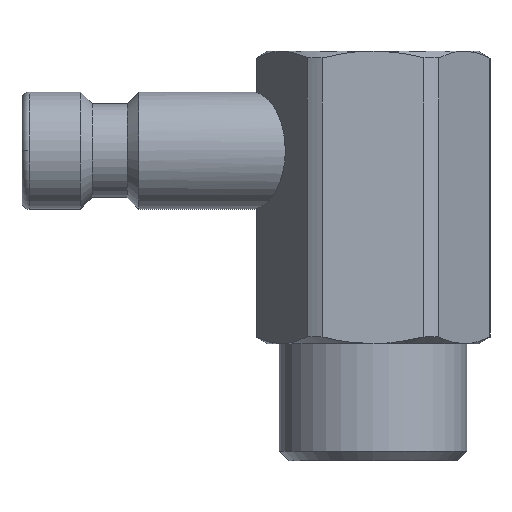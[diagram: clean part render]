
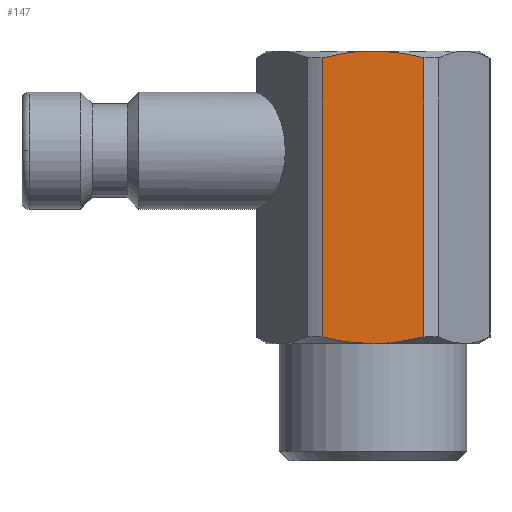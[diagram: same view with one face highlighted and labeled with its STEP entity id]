
A CAD part, top view. The second image highlights one B-rep face of the part: STEP entity #147.
In plain terms, the highlighted planar face has unit normal (0, 0, 1).
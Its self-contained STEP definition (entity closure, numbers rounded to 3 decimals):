
#147=ADVANCED_FACE('',(#312),#313,.T.);
#312=FACE_OUTER_BOUND('',#493,.T.);
#313=PLANE('',#494);
#493=EDGE_LOOP('',(#859,#860,#861,#862,#863,#864));
#494=AXIS2_PLACEMENT_3D('',#865,#866,#867);
#859=ORIENTED_EDGE('',*,*,#1213,.T.);
#860=ORIENTED_EDGE('',*,*,#1069,.F.);
#861=ORIENTED_EDGE('',*,*,#1185,.F.);
#862=ORIENTED_EDGE('',*,*,#1189,.T.);
#863=ORIENTED_EDGE('',*,*,#1214,.F.);
#864=ORIENTED_EDGE('',*,*,#1215,.F.);
#865=CARTESIAN_POINT('',(0.,4.0,4.5));
#866=DIRECTION('',(0.,0.0,1.0));
#867=DIRECTION('',(1.0,0.0,0.));
#1069=EDGE_CURVE('',#1263,#1258,#1265,.T.);
#1185=EDGE_CURVE('',#1445,#1263,#1447,.T.);
#1189=EDGE_CURVE('',#1445,#1450,#1452,.T.);
#1213=EDGE_CURVE('',#1482,#1258,#1483,.T.);
#1214=EDGE_CURVE('',#1348,#1450,#1484,.T.);
#1215=EDGE_CURVE('',#1482,#1348,#1485,.T.);
#1258=VERTEX_POINT('',#1531);
#1263=VERTEX_POINT('',#1547);
#1265=(B_SPLINE_CURVE(2,(#1550,#1551,#1552,#1553,#1554),.UNSPECIFIED.,.F.,.F.)B_SPLINE_CURVE_WITH_KNOTS((3,2,3),(0.0,2.638,5.277),.UNSPECIFIED.)RATIONAL_B_SPLINE_CURVE((1.0,1.038,1.0,1.038,1.0))BOUNDED_CURVE()REPRESENTATION_ITEM('')GEOMETRIC_REPRESENTATION_ITEM()CURVE());
#1348=VERTEX_POINT('',#1742);
#1445=VERTEX_POINT('',#1934);
#1447=(B_SPLINE_CURVE(2,(#1937,#1938,#1939,#1940,#1941),.UNSPECIFIED.,.F.,.F.)B_SPLINE_CURVE_WITH_KNOTS((3,2,3),(0.0,2.638,5.277),.UNSPECIFIED.)RATIONAL_B_SPLINE_CURVE((1.0,1.038,1.0,1.038,1.0))BOUNDED_CURVE()REPRESENTATION_ITEM('')GEOMETRIC_REPRESENTATION_ITEM()CURVE());
#1450=VERTEX_POINT('',#1950);
#1452=LINE('',#1952,#1953);
#1482=VERTEX_POINT('',#2017);
#1483=LINE('',#2018,#2019);
#1484=(B_SPLINE_CURVE(2,(#2021,#2022,#2023,#2024,#2025),.UNSPECIFIED.,.F.,.F.)B_SPLINE_CURVE_WITH_KNOTS((3,2,3),(0.0,2.638,5.277),.UNSPECIFIED.)RATIONAL_B_SPLINE_CURVE((1.0,1.038,1.0,1.038,1.0))BOUNDED_CURVE()REPRESENTATION_ITEM('')GEOMETRIC_REPRESENTATION_ITEM()CURVE());
#1485=(B_SPLINE_CURVE(2,(#2033,#2034,#2035,#2036,#2037),.UNSPECIFIED.,.F.,.F.)B_SPLINE_CURVE_WITH_KNOTS((3,2,3),(0.0,2.638,5.277),.UNSPECIFIED.)RATIONAL_B_SPLINE_CURVE((1.0,1.038,1.0,1.038,1.0))BOUNDED_CURVE()REPRESENTATION_ITEM('')GEOMETRIC_REPRESENTATION_ITEM()CURVE());
#1531=CARTESIAN_POINT('',(-2.179,5.289,4.5));
#1547=CARTESIAN_POINT('',(0.,5.0,4.5));
#1550=CARTESIAN_POINT('',(2.601,5.403,4.5));
#1551=CARTESIAN_POINT('',(1.207,5.0,4.5));
#1552=CARTESIAN_POINT('',(0.,5.0,4.5));
#1553=CARTESIAN_POINT('',(-1.207,5.0,4.5));
#1554=CARTESIAN_POINT('',(-2.601,5.403,4.5));
#1742=CARTESIAN_POINT('',(0.,17.5,4.5));
#1934=CARTESIAN_POINT('',(2.179,5.289,4.5));
#1937=CARTESIAN_POINT('',(2.601,5.403,4.5));
#1938=CARTESIAN_POINT('',(1.207,5.0,4.5));
#1939=CARTESIAN_POINT('',(0.,5.0,4.5));
#1940=CARTESIAN_POINT('',(-1.207,5.0,4.5));
#1941=CARTESIAN_POINT('',(-2.601,5.403,4.5));
#1950=CARTESIAN_POINT('',(2.179,17.211,4.5));
#1952=CARTESIAN_POINT('',(2.179,11.25,4.5));
#1953=VECTOR('',#2311,1.0);
#2017=CARTESIAN_POINT('',(-2.179,17.211,4.5));
#2018=CARTESIAN_POINT('',(-2.179,11.25,4.5));
#2019=VECTOR('',#2334,1.0);
#2021=CARTESIAN_POINT('',(-2.601,17.097,4.5));
#2022=CARTESIAN_POINT('',(-1.207,17.5,4.5));
#2023=CARTESIAN_POINT('',(0.,17.5,4.5));
#2024=CARTESIAN_POINT('',(1.207,17.5,4.5));
#2025=CARTESIAN_POINT('',(2.601,17.097,4.5));
#2033=CARTESIAN_POINT('',(-2.601,17.097,4.5));
#2034=CARTESIAN_POINT('',(-1.207,17.5,4.5));
#2035=CARTESIAN_POINT('',(0.,17.5,4.5));
#2036=CARTESIAN_POINT('',(1.207,17.5,4.5));
#2037=CARTESIAN_POINT('',(2.601,17.097,4.5));
#2311=DIRECTION('',(0.0,1.0,0.0));
#2334=DIRECTION('',(0.0,-1.0,0.0));
